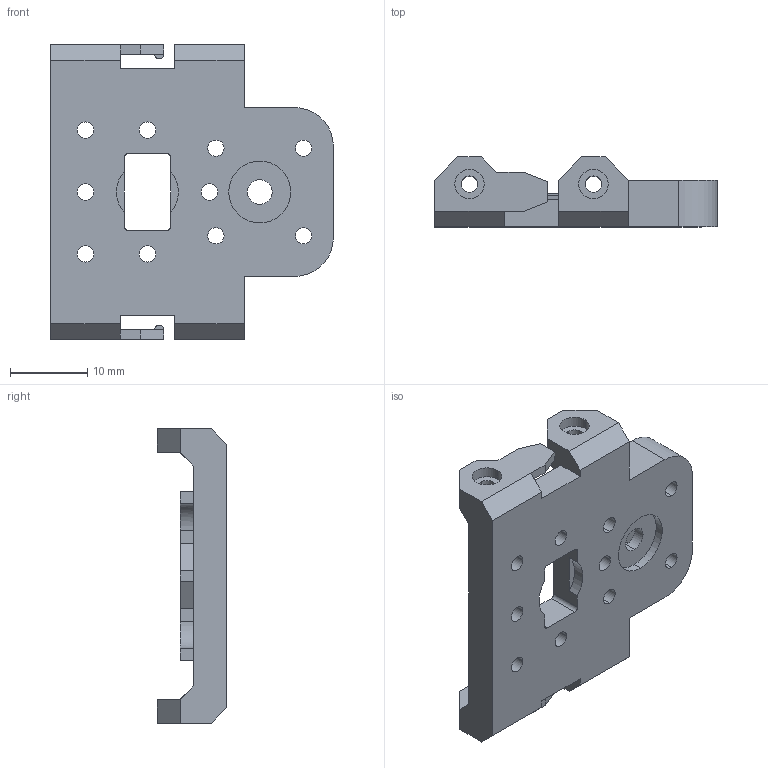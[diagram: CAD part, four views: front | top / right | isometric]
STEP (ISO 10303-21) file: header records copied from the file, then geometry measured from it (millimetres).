
FILE_DESCRIPTION((''),'2;1');
FILE_NAME('F7','2010-04-09T',('JANG WOOK'),(''),'PRO/ENGINEER BY PARAMETRIC TECHNOLOGY CORPORATION, 2009060','PRO/ENGINEER BY PARAMETRIC TECHNOLOGY CORPORATION, 2009060','');
FILE_SCHEMA(('CONFIG_CONTROL_DESIGN'));
Length unit declared in the file: millimetre
Products named in the file (1): F7
Bounding box: 36.5 x 9 x 38 mm (x, y, z)
Volume: 4088 mm3; surface area: 4534.1 mm2
Topology: 1 solids, 1 shells, 320 faces, 909 edges, 604 vertices
Faces by surface type: plane 263, cylinder 57
Entity records: 10383 total; most frequent: CARTESIAN_POINT 1833, ORIENTED_EDGE 1818, DIRECTION 1665, EDGE_CURVE 909, VECTOR 793, LINE 793, VERTEX_POINT 604, AXIS2_PLACEMENT_3D 436
